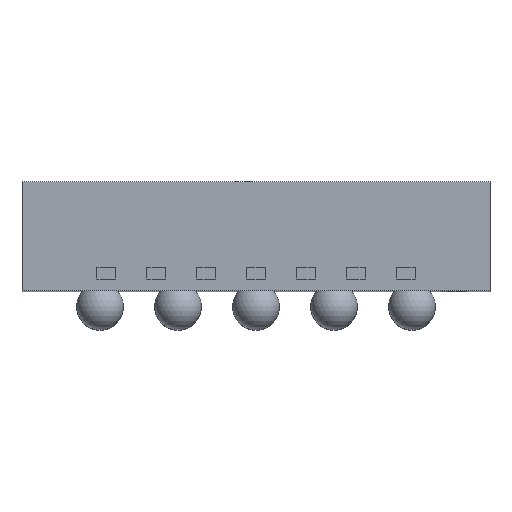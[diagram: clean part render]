
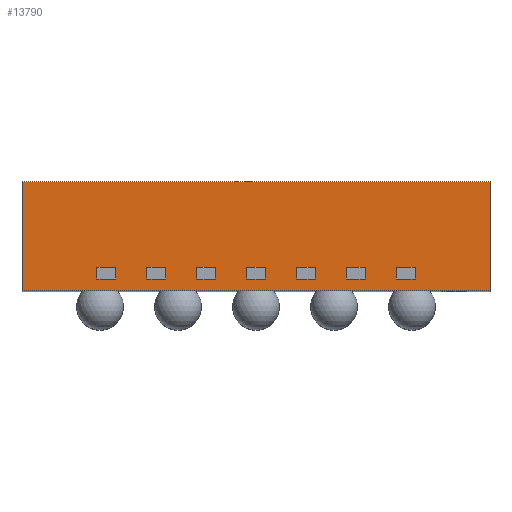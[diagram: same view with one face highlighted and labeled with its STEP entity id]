
A CAD part, top view. The second image highlights one B-rep face of the part: STEP entity #13790.
In plain terms, the highlighted planar face has unit normal (0, 0, 1).
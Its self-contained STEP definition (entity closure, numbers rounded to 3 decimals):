
#8824=DIRECTION('',(1.,0.,0.));
#8825=VECTOR('',#8824,3.);
#8826=CARTESIAN_POINT('',(-1.5,0.,1.5));
#8827=LINE('',#8826,#8825);
#9680=DIRECTION('',(0.,1.,0.));
#9681=VECTOR('',#9680,0.7);
#9682=CARTESIAN_POINT('',(1.5,0.,1.5));
#9683=LINE('',#9682,#9681);
#9911=DIRECTION('',(0.,1.,0.));
#9912=VECTOR('',#9911,0.7);
#9913=CARTESIAN_POINT('',(-1.5,0.,1.5));
#9914=LINE('',#9913,#9912);
#9918=DIRECTION('',(1.,0.,0.));
#9919=VECTOR('',#9918,0.12);
#9920=CARTESIAN_POINT('',(-1.02,0.075,1.5));
#9921=LINE('',#9920,#9919);
#9925=DIRECTION('',(0.,1.,0.));
#9926=VECTOR('',#9925,0.075);
#9927=CARTESIAN_POINT('',(-0.9,0.075,1.5));
#9928=LINE('',#9927,#9926);
#9932=DIRECTION('',(1.,0.,0.));
#9933=VECTOR('',#9932,0.12);
#9934=CARTESIAN_POINT('',(-1.02,0.15,1.5));
#9935=LINE('',#9934,#9933);
#9939=DIRECTION('',(0.,1.,0.));
#9940=VECTOR('',#9939,0.075);
#9941=CARTESIAN_POINT('',(-1.02,0.075,1.5));
#9942=LINE('',#9941,#9940);
#9946=DIRECTION('',(1.,0.,0.));
#9947=VECTOR('',#9946,0.12);
#9948=CARTESIAN_POINT('',(-0.7,0.075,1.5));
#9949=LINE('',#9948,#9947);
#9953=DIRECTION('',(0.,1.,0.));
#9954=VECTOR('',#9953,0.075);
#9955=CARTESIAN_POINT('',(-0.58,0.075,1.5));
#9956=LINE('',#9955,#9954);
#9960=DIRECTION('',(1.,0.,0.));
#9961=VECTOR('',#9960,0.12);
#9962=CARTESIAN_POINT('',(-0.7,0.15,1.5));
#9963=LINE('',#9962,#9961);
#9967=DIRECTION('',(0.,1.,0.));
#9968=VECTOR('',#9967,0.075);
#9969=CARTESIAN_POINT('',(-0.7,0.075,1.5));
#9970=LINE('',#9969,#9968);
#9974=DIRECTION('',(1.,0.,0.));
#9975=VECTOR('',#9974,0.12);
#9976=CARTESIAN_POINT('',(-0.38,0.075,1.5));
#9977=LINE('',#9976,#9975);
#9981=DIRECTION('',(0.,1.,0.));
#9982=VECTOR('',#9981,0.075);
#9983=CARTESIAN_POINT('',(-0.26,0.075,1.5));
#9984=LINE('',#9983,#9982);
#9988=DIRECTION('',(1.,0.,0.));
#9989=VECTOR('',#9988,0.12);
#9990=CARTESIAN_POINT('',(-0.38,0.15,1.5));
#9991=LINE('',#9990,#9989);
#9995=DIRECTION('',(0.,1.,0.));
#9996=VECTOR('',#9995,0.075);
#9997=CARTESIAN_POINT('',(-0.38,0.075,1.5));
#9998=LINE('',#9997,#9996);
#10002=DIRECTION('',(1.,0.,0.));
#10003=VECTOR('',#10002,0.12);
#10004=CARTESIAN_POINT('',(-0.06,0.075,1.5));
#10005=LINE('',#10004,#10003);
#10009=DIRECTION('',(0.,1.,0.));
#10010=VECTOR('',#10009,0.075);
#10011=CARTESIAN_POINT('',(0.06,0.075,1.5));
#10012=LINE('',#10011,#10010);
#10016=DIRECTION('',(1.,0.,0.));
#10017=VECTOR('',#10016,0.12);
#10018=CARTESIAN_POINT('',(-0.06,0.15,1.5));
#10019=LINE('',#10018,#10017);
#10023=DIRECTION('',(0.,1.,0.));
#10024=VECTOR('',#10023,0.075);
#10025=CARTESIAN_POINT('',(-0.06,0.075,1.5));
#10026=LINE('',#10025,#10024);
#10030=DIRECTION('',(1.,0.,0.));
#10031=VECTOR('',#10030,0.12);
#10032=CARTESIAN_POINT('',(0.26,0.075,1.5));
#10033=LINE('',#10032,#10031);
#10037=DIRECTION('',(0.,1.,0.));
#10038=VECTOR('',#10037,0.075);
#10039=CARTESIAN_POINT('',(0.38,0.075,1.5));
#10040=LINE('',#10039,#10038);
#10044=DIRECTION('',(1.,0.,0.));
#10045=VECTOR('',#10044,0.12);
#10046=CARTESIAN_POINT('',(0.26,0.15,1.5));
#10047=LINE('',#10046,#10045);
#10051=DIRECTION('',(0.,1.,0.));
#10052=VECTOR('',#10051,0.075);
#10053=CARTESIAN_POINT('',(0.26,0.075,1.5));
#10054=LINE('',#10053,#10052);
#10058=DIRECTION('',(1.,0.,0.));
#10059=VECTOR('',#10058,0.12);
#10060=CARTESIAN_POINT('',(0.58,0.075,1.5));
#10061=LINE('',#10060,#10059);
#10065=DIRECTION('',(0.,1.,0.));
#10066=VECTOR('',#10065,0.075);
#10067=CARTESIAN_POINT('',(0.7,0.075,1.5));
#10068=LINE('',#10067,#10066);
#10072=DIRECTION('',(1.,0.,0.));
#10073=VECTOR('',#10072,0.12);
#10074=CARTESIAN_POINT('',(0.58,0.15,1.5));
#10075=LINE('',#10074,#10073);
#10079=DIRECTION('',(0.,1.,0.));
#10080=VECTOR('',#10079,0.075);
#10081=CARTESIAN_POINT('',(0.58,0.075,1.5));
#10082=LINE('',#10081,#10080);
#10086=DIRECTION('',(1.,0.,0.));
#10087=VECTOR('',#10086,0.12);
#10088=CARTESIAN_POINT('',(0.9,0.075,1.5));
#10089=LINE('',#10088,#10087);
#10093=DIRECTION('',(0.,1.,0.));
#10094=VECTOR('',#10093,0.075);
#10095=CARTESIAN_POINT('',(1.02,0.075,1.5));
#10096=LINE('',#10095,#10094);
#10100=DIRECTION('',(1.,0.,0.));
#10101=VECTOR('',#10100,0.12);
#10102=CARTESIAN_POINT('',(0.9,0.15,1.5));
#10103=LINE('',#10102,#10101);
#10107=DIRECTION('',(0.,1.,0.));
#10108=VECTOR('',#10107,0.075);
#10109=CARTESIAN_POINT('',(0.9,0.075,1.5));
#10110=LINE('',#10109,#10108);
#10135=DIRECTION('',(1.,0.,0.));
#10136=VECTOR('',#10135,3.);
#10137=CARTESIAN_POINT('',(-1.5,0.7,1.5));
#10138=LINE('',#10137,#10136);
#12574=CARTESIAN_POINT('',(-1.5,0.,1.5));
#12576=VERTEX_POINT('',#12574);
#12577=CARTESIAN_POINT('',(1.5,0.,1.5));
#12578=VERTEX_POINT('',#12577);
#12582=CARTESIAN_POINT('',(-1.5,0.7,1.5));
#12584=VERTEX_POINT('',#12582);
#12585=CARTESIAN_POINT('',(1.5,0.7,1.5));
#12586=VERTEX_POINT('',#12585);
#12777=CARTESIAN_POINT('',(-1.02,0.075,1.5));
#12778=CARTESIAN_POINT('',(-0.9,0.075,1.5));
#12779=VERTEX_POINT('',#12777);
#12780=VERTEX_POINT('',#12778);
#12781=CARTESIAN_POINT('',(-1.02,0.15,1.5));
#12782=CARTESIAN_POINT('',(-0.9,0.15,1.5));
#12783=VERTEX_POINT('',#12781);
#12784=VERTEX_POINT('',#12782);
#12785=CARTESIAN_POINT('',(-0.7,0.075,1.5));
#12786=CARTESIAN_POINT('',(-0.58,0.075,1.5));
#12787=VERTEX_POINT('',#12785);
#12788=VERTEX_POINT('',#12786);
#12789=CARTESIAN_POINT('',(-0.7,0.15,1.5));
#12790=CARTESIAN_POINT('',(-0.58,0.15,1.5));
#12791=VERTEX_POINT('',#12789);
#12792=VERTEX_POINT('',#12790);
#12793=CARTESIAN_POINT('',(-0.38,0.075,1.5));
#12794=CARTESIAN_POINT('',(-0.26,0.075,1.5));
#12795=VERTEX_POINT('',#12793);
#12796=VERTEX_POINT('',#12794);
#12797=CARTESIAN_POINT('',(-0.38,0.15,1.5));
#12798=CARTESIAN_POINT('',(-0.26,0.15,1.5));
#12799=VERTEX_POINT('',#12797);
#12800=VERTEX_POINT('',#12798);
#12801=CARTESIAN_POINT('',(-0.06,0.075,1.5));
#12802=CARTESIAN_POINT('',(0.06,0.075,1.5));
#12803=VERTEX_POINT('',#12801);
#12804=VERTEX_POINT('',#12802);
#12805=CARTESIAN_POINT('',(-0.06,0.15,1.5));
#12806=CARTESIAN_POINT('',(0.06,0.15,1.5));
#12807=VERTEX_POINT('',#12805);
#12808=VERTEX_POINT('',#12806);
#12809=CARTESIAN_POINT('',(0.26,0.075,1.5));
#12810=CARTESIAN_POINT('',(0.38,0.075,1.5));
#12811=VERTEX_POINT('',#12809);
#12812=VERTEX_POINT('',#12810);
#12813=CARTESIAN_POINT('',(0.26,0.15,1.5));
#12814=CARTESIAN_POINT('',(0.38,0.15,1.5));
#12815=VERTEX_POINT('',#12813);
#12816=VERTEX_POINT('',#12814);
#12817=CARTESIAN_POINT('',(0.58,0.075,1.5));
#12818=CARTESIAN_POINT('',(0.7,0.075,1.5));
#12819=VERTEX_POINT('',#12817);
#12820=VERTEX_POINT('',#12818);
#12821=CARTESIAN_POINT('',(0.58,0.15,1.5));
#12822=CARTESIAN_POINT('',(0.7,0.15,1.5));
#12823=VERTEX_POINT('',#12821);
#12824=VERTEX_POINT('',#12822);
#12825=CARTESIAN_POINT('',(0.9,0.075,1.5));
#12826=CARTESIAN_POINT('',(1.02,0.075,1.5));
#12827=VERTEX_POINT('',#12825);
#12828=VERTEX_POINT('',#12826);
#12829=CARTESIAN_POINT('',(0.9,0.15,1.5));
#12830=CARTESIAN_POINT('',(1.02,0.15,1.5));
#12831=VERTEX_POINT('',#12829);
#12832=VERTEX_POINT('',#12830);
#13708=CARTESIAN_POINT('',(-1.5,0.,1.5));
#13709=DIRECTION('',(0.,0.,1.));
#13710=DIRECTION('',(1.,0.,0.));
#13711=AXIS2_PLACEMENT_3D('',#13708,#13709,#13710);
#13712=PLANE('',#13711);
#13713=ORIENTED_EDGE('',*,*,#13276,.F.);
#13714=ORIENTED_EDGE('',*,*,#13455,.T.);
#13716=ORIENTED_EDGE('',*,*,#13715,.T.);
#13717=ORIENTED_EDGE('',*,*,#13620,.F.);
#13718=EDGE_LOOP('',(#13713,#13714,#13716,#13717));
#13719=FACE_OUTER_BOUND('',#13718,.F.);
#13721=ORIENTED_EDGE('',*,*,#13720,.T.);
#13723=ORIENTED_EDGE('',*,*,#13722,.T.);
#13725=ORIENTED_EDGE('',*,*,#13724,.F.);
#13727=ORIENTED_EDGE('',*,*,#13726,.F.);
#13728=EDGE_LOOP('',(#13721,#13723,#13725,#13727));
#13729=FACE_BOUND('',#13728,.F.);
#13731=ORIENTED_EDGE('',*,*,#13730,.T.);
#13733=ORIENTED_EDGE('',*,*,#13732,.T.);
#13735=ORIENTED_EDGE('',*,*,#13734,.F.);
#13737=ORIENTED_EDGE('',*,*,#13736,.F.);
#13738=EDGE_LOOP('',(#13731,#13733,#13735,#13737));
#13739=FACE_BOUND('',#13738,.F.);
#13741=ORIENTED_EDGE('',*,*,#13740,.T.);
#13743=ORIENTED_EDGE('',*,*,#13742,.T.);
#13745=ORIENTED_EDGE('',*,*,#13744,.F.);
#13747=ORIENTED_EDGE('',*,*,#13746,.F.);
#13748=EDGE_LOOP('',(#13741,#13743,#13745,#13747));
#13749=FACE_BOUND('',#13748,.F.);
#13751=ORIENTED_EDGE('',*,*,#13750,.T.);
#13753=ORIENTED_EDGE('',*,*,#13752,.T.);
#13755=ORIENTED_EDGE('',*,*,#13754,.F.);
#13757=ORIENTED_EDGE('',*,*,#13756,.F.);
#13758=EDGE_LOOP('',(#13751,#13753,#13755,#13757));
#13759=FACE_BOUND('',#13758,.F.);
#13761=ORIENTED_EDGE('',*,*,#13760,.T.);
#13763=ORIENTED_EDGE('',*,*,#13762,.T.);
#13765=ORIENTED_EDGE('',*,*,#13764,.F.);
#13767=ORIENTED_EDGE('',*,*,#13766,.F.);
#13768=EDGE_LOOP('',(#13761,#13763,#13765,#13767));
#13769=FACE_BOUND('',#13768,.F.);
#13771=ORIENTED_EDGE('',*,*,#13770,.T.);
#13773=ORIENTED_EDGE('',*,*,#13772,.T.);
#13775=ORIENTED_EDGE('',*,*,#13774,.F.);
#13777=ORIENTED_EDGE('',*,*,#13776,.F.);
#13778=EDGE_LOOP('',(#13771,#13773,#13775,#13777));
#13779=FACE_BOUND('',#13778,.F.);
#13781=ORIENTED_EDGE('',*,*,#13780,.T.);
#13783=ORIENTED_EDGE('',*,*,#13782,.T.);
#13785=ORIENTED_EDGE('',*,*,#13784,.F.);
#13787=ORIENTED_EDGE('',*,*,#13786,.F.);
#13788=EDGE_LOOP('',(#13781,#13783,#13785,#13787));
#13789=FACE_BOUND('',#13788,.F.);
#13790=ADVANCED_FACE('',(#13719,#13729,#13739,#13749,#13759,#13769,#13779,
#13789),#13712,.T.);
#13276=EDGE_CURVE('',#12576,#12578,#8827,.T.);
#13455=EDGE_CURVE('',#12576,#12584,#9914,.T.);
#13620=EDGE_CURVE('',#12578,#12586,#9683,.T.);
#13715=EDGE_CURVE('',#12584,#12586,#10138,.T.);
#13720=EDGE_CURVE('',#12779,#12780,#9921,.T.);
#13722=EDGE_CURVE('',#12780,#12784,#9928,.T.);
#13724=EDGE_CURVE('',#12783,#12784,#9935,.T.);
#13726=EDGE_CURVE('',#12779,#12783,#9942,.T.);
#13730=EDGE_CURVE('',#12787,#12788,#9949,.T.);
#13732=EDGE_CURVE('',#12788,#12792,#9956,.T.);
#13734=EDGE_CURVE('',#12791,#12792,#9963,.T.);
#13736=EDGE_CURVE('',#12787,#12791,#9970,.T.);
#13740=EDGE_CURVE('',#12795,#12796,#9977,.T.);
#13742=EDGE_CURVE('',#12796,#12800,#9984,.T.);
#13744=EDGE_CURVE('',#12799,#12800,#9991,.T.);
#13746=EDGE_CURVE('',#12795,#12799,#9998,.T.);
#13750=EDGE_CURVE('',#12803,#12804,#10005,.T.);
#13752=EDGE_CURVE('',#12804,#12808,#10012,.T.);
#13754=EDGE_CURVE('',#12807,#12808,#10019,.T.);
#13756=EDGE_CURVE('',#12803,#12807,#10026,.T.);
#13760=EDGE_CURVE('',#12811,#12812,#10033,.T.);
#13762=EDGE_CURVE('',#12812,#12816,#10040,.T.);
#13764=EDGE_CURVE('',#12815,#12816,#10047,.T.);
#13766=EDGE_CURVE('',#12811,#12815,#10054,.T.);
#13770=EDGE_CURVE('',#12819,#12820,#10061,.T.);
#13772=EDGE_CURVE('',#12820,#12824,#10068,.T.);
#13774=EDGE_CURVE('',#12823,#12824,#10075,.T.);
#13776=EDGE_CURVE('',#12819,#12823,#10082,.T.);
#13780=EDGE_CURVE('',#12827,#12828,#10089,.T.);
#13782=EDGE_CURVE('',#12828,#12832,#10096,.T.);
#13784=EDGE_CURVE('',#12831,#12832,#10103,.T.);
#13786=EDGE_CURVE('',#12827,#12831,#10110,.T.);
